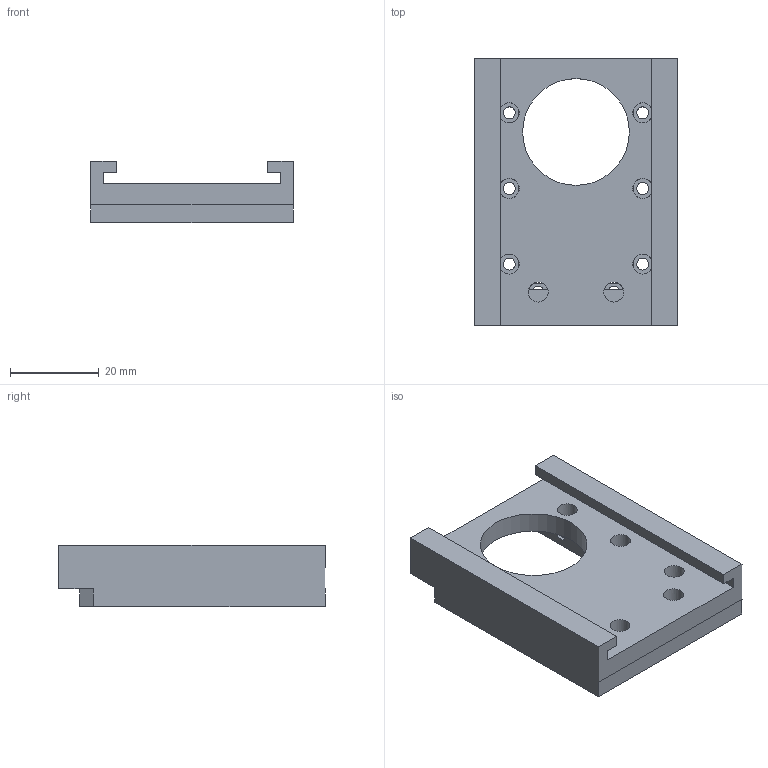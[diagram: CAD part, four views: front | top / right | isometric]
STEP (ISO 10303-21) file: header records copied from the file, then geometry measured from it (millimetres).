
FILE_DESCRIPTION(/* description */ (''),/* implementation_level */ '2;1');
FILE_NAME(/* name */ '071fd077-ef7f-4a64-bca4-16f6a7b9b046.stp',/* time_stamp */ '2018-04-09T14:00:24+00:00',/* author */ (''),/* organization */ (''),/* preprocessor_version */ 'ST-DEVELOPER v17',/* originating_system */ 'Autodesk Translation Framework v7.1.0.215',/* authorisation */ '');
FILE_SCHEMA (('AUTOMOTIVE_DESIGN { 1 0 10303 214 3 1 1 }'));
Length unit declared in the file: millimetre
Products named in the file (1): Grabber_Assy v3_Rack
Bounding box: 45.6 x 60 x 13.75 mm (x, y, z)
Volume: 17691.5 mm3; surface area: 9825 mm2
Topology: 1 solids, 1 shells, 59 faces, 202 edges, 135 vertices
Faces by surface type: plane 42, cylinder 17
Full cylindrical faces by diameter (mm): 2.7 x6, 4.5 x8, 24 x1
Entity records: 2303 total; most frequent: ORIENTED_EDGE 404, CARTESIAN_POINT 397, DIRECTION 380, EDGE_CURVE 202, LINE 144, VECTOR 144, VERTEX_POINT 135, AXIS2_PLACEMENT_3D 118
